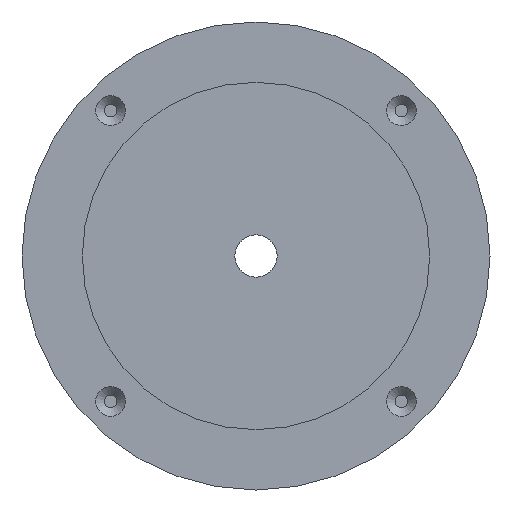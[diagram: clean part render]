
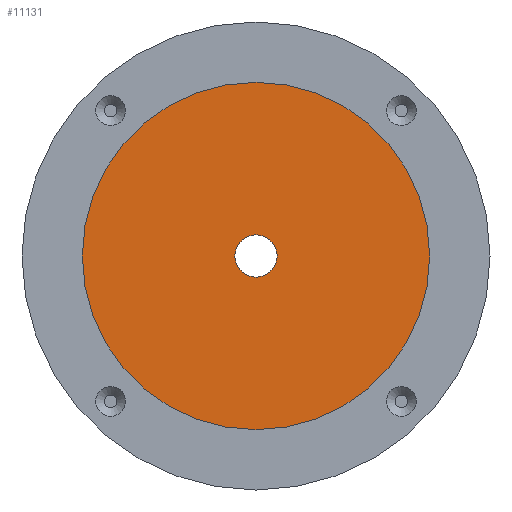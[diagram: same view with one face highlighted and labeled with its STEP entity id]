
A CAD part, front view. The second image highlights one B-rep face of the part: STEP entity #11131.
In plain terms, the highlighted planar face has unit normal (0, -1, 0).
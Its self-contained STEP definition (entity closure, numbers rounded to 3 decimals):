
#27=FACE_BOUND('',#707,.T.);
#51=PLANE('',#11788);
#81=FACE_OUTER_BOUND('',#706,.T.);
#706=EDGE_LOOP('',(#6886));
#707=EDGE_LOOP('',(#6887));
#2563=CIRCLE('',#11759,2.99);
#2578=CIRCLE('',#11787,24.49);
#3785=VERTEX_POINT('',#17925);
#3800=VERTEX_POINT('',#17977);
#5007=EDGE_CURVE('',#3785,#3785,#2563,.T.);
#5032=EDGE_CURVE('',#3800,#3800,#2578,.T.);
#6886=ORIENTED_EDGE('',*,*,#5032,.F.);
#6887=ORIENTED_EDGE('',*,*,#5007,.T.);
#11131=ADVANCED_FACE('',(#81,#27),#51,.T.);
#11759=AXIS2_PLACEMENT_3D('',#17926,#13613,#13614);
#11787=AXIS2_PLACEMENT_3D('',#17979,#13679,#13680);
#11788=AXIS2_PLACEMENT_3D('',#17980,#13681,#13682);
#13613=DIRECTION('center_axis',(0.,1.,0.));
#13614=DIRECTION('ref_axis',(1.,0.,0.));
#13679=DIRECTION('center_axis',(0.,1.,0.));
#13680=DIRECTION('ref_axis',(1.,0.,0.));
#13681=DIRECTION('center_axis',(0.,-1.,0.));
#13682=DIRECTION('ref_axis',(1.,0.,0.));
#17925=CARTESIAN_POINT('',(-2.99,3.1,0.));
#17926=CARTESIAN_POINT('Origin',(0.,3.1,0.));
#17977=CARTESIAN_POINT('',(-24.49,3.1,0.));
#17979=CARTESIAN_POINT('Origin',(0.,3.1,0.));
#17980=CARTESIAN_POINT('Origin',(0.,3.1,0.));
